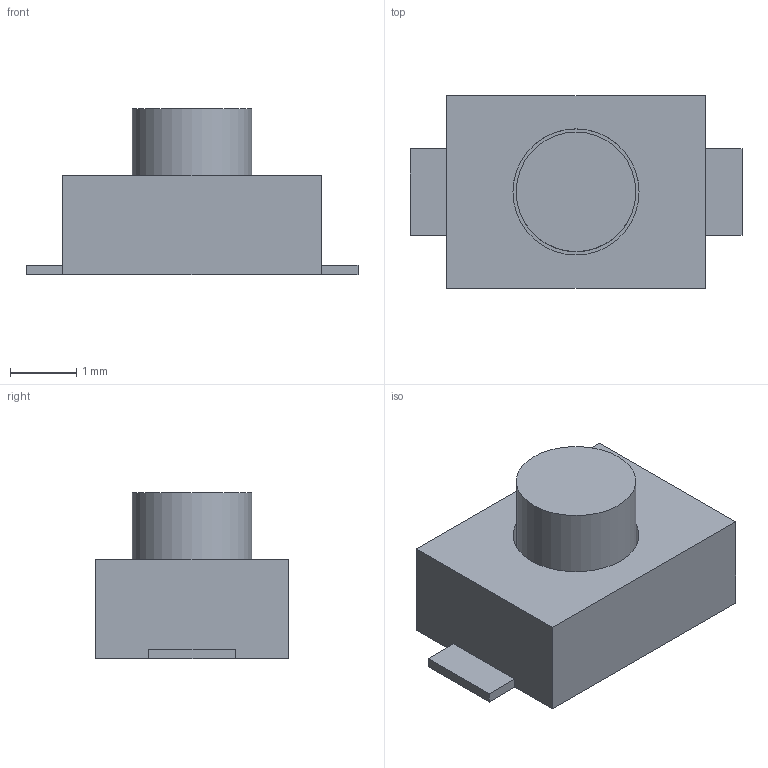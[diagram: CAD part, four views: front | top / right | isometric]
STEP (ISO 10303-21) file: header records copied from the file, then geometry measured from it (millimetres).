
FILE_DESCRIPTION(/* description */ (''),/* implementation_level */ '2;1');
FILE_NAME(/* name */ 'GT-TC029B-H025-L1N v1.step',/* time_stamp */ '2022-03-12T14:09:44-07:00',/* author */ (''),/* organization */ (''),/* preprocessor_version */ 'ST-DEVELOPER v18.1',/* originating_system */ 'Autodesk Translation Framework v10.13.0.1454',/* authorisation */ '');
FILE_SCHEMA (('AUTOMOTIVE_DESIGN { 1 0 10303 214 3 1 1 }'));
Length unit declared in the file: millimetre
Products named in the file (2): GT-TC029B-H025-L1N; GT-TC029B-H025-L1N_1
Assembly tree (1 placements, depth 2):
  GT-TC029B-H025-L1N
    GT-TC029B-H025-L1N_1
Bounding box: 5 x 2.9 x 2.5 mm (x, y, z)
Volume: 19.4 mm3; surface area: 70.2 mm2
Topology: 4 solids, 4 shells, 24 faces, 45 edges, 30 vertices
Faces by surface type: plane 21, cylinder 3
Full cylindrical faces by diameter (mm): 1.8 x1, 1.9 x2
Entity records: 663 total; most frequent: DIRECTION 105, CARTESIAN_POINT 102, ORIENTED_EDGE 90, EDGE_CURVE 45, LINE 39, VECTOR 39, AXIS2_PLACEMENT_3D 33, VERTEX_POINT 30
